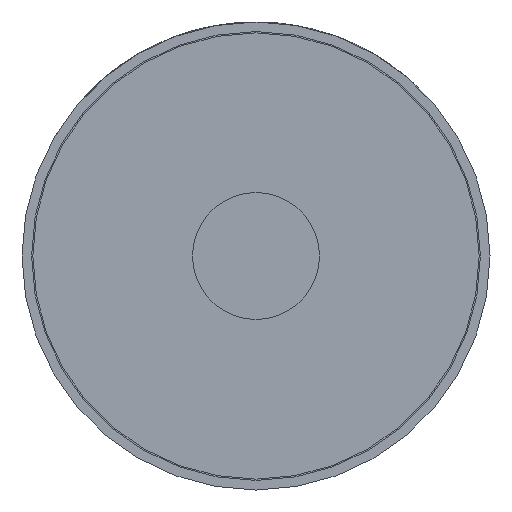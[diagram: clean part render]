
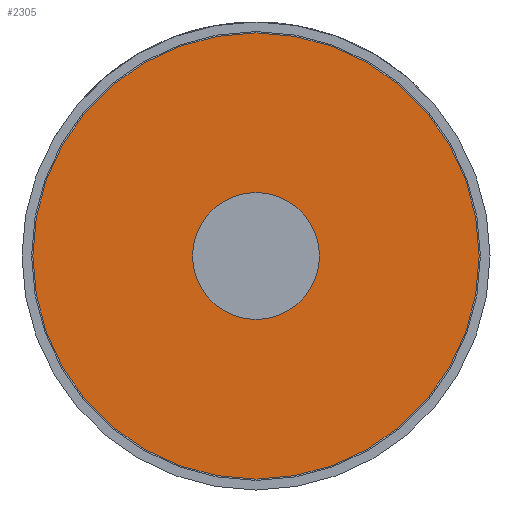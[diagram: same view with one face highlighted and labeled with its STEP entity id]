
A CAD part, front view. The second image highlights one B-rep face of the part: STEP entity #2305.
In plain terms, the highlighted planar face has unit normal (0, -1, 0).
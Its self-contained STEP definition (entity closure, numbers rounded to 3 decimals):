
#190 = EDGE_LOOP ( 'NONE', ( #698, #3395 ) ) ;
#322 = DIRECTION ( 'NONE',  ( 0., 0., -1. ) ) ;
#375 = AXIS2_PLACEMENT_3D ( 'NONE', #637, #2943, #322 ) ;
#501 = DIRECTION ( 'NONE',  ( 0., 0., 1. ) ) ;
#637 = CARTESIAN_POINT ( 'NONE',  ( 0.037, 0.053, 0. ) ) ;
#643 = EDGE_CURVE ( 'Defeature ausgef�hrt1_20+Defeature ausgef�hrt1_4+Defeature ausgef�hrt1_4+Defeature ausgef�hrt1_4', #1901, #3935, #1921, .T. ) ;
#659 = VERTEX_POINT ( 'NONE', #2482 ) ;
#662 = PLANE ( 'NONE',  #375 ) ;
#698 = ORIENTED_EDGE ( 'NONE', *, *, #643, .F. ) ;
#882 = CARTESIAN_POINT ( 'NONE',  ( 0.037, 0.053, 0.37 ) ) ;
#901 = EDGE_CURVE ( 'Defeature ausgef�hrt1_20+Defeature ausgef�hrt1_4+Defeature ausgef�hrt1_4+Defeature ausgef�hrt1_4', #3935, #1901, #2364, .T. ) ;
#902 = DIRECTION ( 'NONE',  ( 0., -1., 0. ) ) ;
#1113 = ORIENTED_EDGE ( 'NONE', *, *, #3732, .T. ) ;
#1134 = DIRECTION ( 'NONE',  ( 0., -1., 0. ) ) ;
#1240 = VERTEX_POINT ( 'NONE', #2422 ) ;
#1362 = ORIENTED_EDGE ( 'NONE', *, *, #2710, .T. ) ;
#1569 = AXIS2_PLACEMENT_3D ( 'NONE', #2845, #3168, #3153 ) ;
#1629 = DIRECTION ( 'NONE',  ( 0., -1., 0. ) ) ;
#1699 = FACE_BOUND ( 'NONE', #190, .T. ) ;
#1901 = VERTEX_POINT ( 'NONE', #882 ) ;
#1921 = CIRCLE ( 'NONE', #2429, 0.37 ) ;
#2154 = CARTESIAN_POINT ( 'NONE',  ( 0.037, 0.053, 0. ) ) ;
#2289 = AXIS2_PLACEMENT_3D ( 'NONE', #2154, #902, #2507 ) ;
#2305 = ADVANCED_FACE ( 'Defeature ausgef�hrt1_4', ( #1699, #3836 ), #662, .T. ) ;
#2364 = CIRCLE ( 'NONE', #3138, 0.37 ) ;
#2422 = CARTESIAN_POINT ( 'NONE',  ( 0.037, 0.053, 1.74 ) ) ;
#2429 = AXIS2_PLACEMENT_3D ( 'NONE', #3801, #1134, #501 ) ;
#2482 = CARTESIAN_POINT ( 'NONE',  ( 0.037, 0.053, -1.74 ) ) ;
#2507 = DIRECTION ( 'NONE',  ( 0., 0., -1. ) ) ;
#2710 = EDGE_CURVE ( 'Defeature ausgef�hrt1_4+Defeature ausgef�hrt1_5+Defeature ausgef�hrt1_5+Defeature ausgef�hrt1_5', #1240, #659, #3497, .T. ) ;
#2845 = CARTESIAN_POINT ( 'NONE',  ( 0.037, 0.053, 0. ) ) ;
#2923 = CIRCLE ( 'NONE', #1569, 1.74 ) ;
#2943 = DIRECTION ( 'NONE',  ( 0., -1., 0. ) ) ;
#3113 = EDGE_LOOP ( 'NONE', ( #1113, #1362 ) ) ;
#3138 = AXIS2_PLACEMENT_3D ( 'NONE', #3580, #1629, #3899 ) ;
#3153 = DIRECTION ( 'NONE',  ( 0., 0., -1. ) ) ;
#3168 = DIRECTION ( 'NONE',  ( 0., -1., 0. ) ) ;
#3268 = CARTESIAN_POINT ( 'NONE',  ( 0.037, 0.053, -0.37 ) ) ;
#3395 = ORIENTED_EDGE ( 'NONE', *, *, #901, .F. ) ;
#3497 = CIRCLE ( 'NONE', #2289, 1.74 ) ;
#3580 = CARTESIAN_POINT ( 'NONE',  ( 0.037, 0.053, 0. ) ) ;
#3732 = EDGE_CURVE ( 'Defeature ausgef�hrt1_4+Defeature ausgef�hrt1_5+Defeature ausgef�hrt1_5+Defeature ausgef�hrt1_5', #659, #1240, #2923, .T. ) ;
#3801 = CARTESIAN_POINT ( 'NONE',  ( 0.037, 0.053, 0. ) ) ;
#3836 = FACE_OUTER_BOUND ( 'NONE', #3113, .T. ) ;
#3899 = DIRECTION ( 'NONE',  ( 0., 0., 1. ) ) ;
#3935 = VERTEX_POINT ( 'NONE', #3268 ) ;
